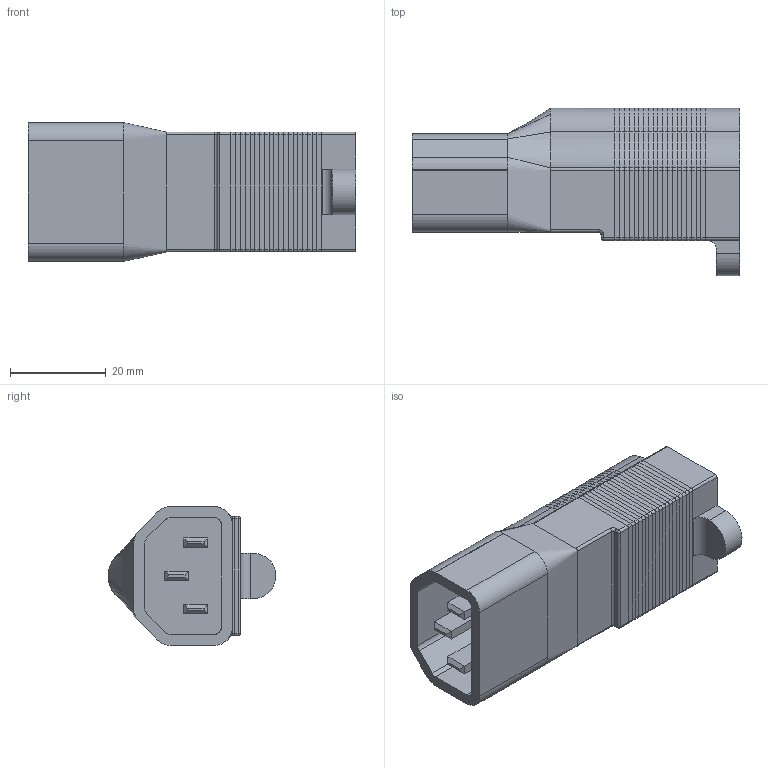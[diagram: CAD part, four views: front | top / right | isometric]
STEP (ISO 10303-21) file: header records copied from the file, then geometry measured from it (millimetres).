
FILE_DESCRIPTION (( 'STEP AP214' ), '1' );
FILE_NAME ('2400-237-E.STEP', '2019-01-25T20:32:54', ( '' ), ( '' ), 'SwSTEP 2.0', 'SolidWorks 2018', '' );
FILE_SCHEMA (( 'AUTOMOTIVE_DESIGN' ));
Length unit declared in the file: millimetre
Products named in the file (2): 2400-237-E
Bounding box: 68.5 x 35.04 x 29.02 mm (x, y, z)
Volume: 28757.5 mm3; surface area: 11432.6 mm2
Topology: 1 solids, 1 shells, 303 faces, 652 edges, 356 vertices
Faces by surface type: cylinder 165, plane 124, bspline 10, sphere 2, torus 2
Entity records: 8642 total; most frequent: CARTESIAN_POINT 1775, DIRECTION 1410, ORIENTED_EDGE 1300, EDGE_CURVE 650, AXIS2_PLACEMENT_3D 481, VECTOR 448, LINE 448, VERTEX_POINT 356
